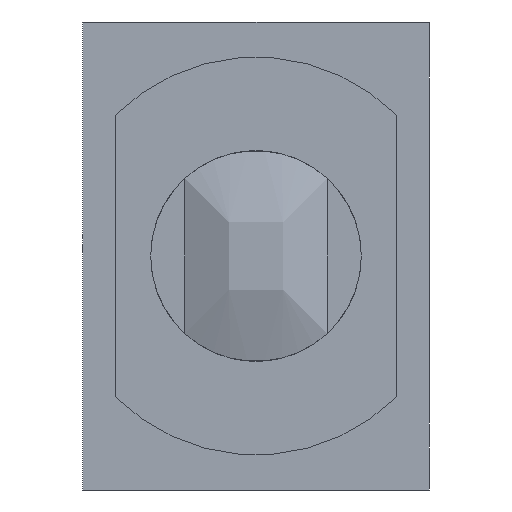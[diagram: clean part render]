
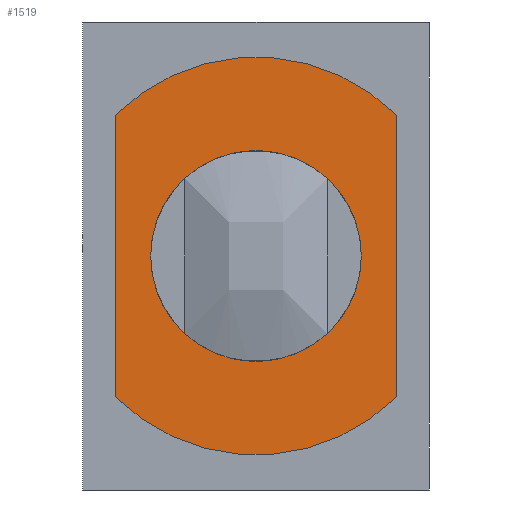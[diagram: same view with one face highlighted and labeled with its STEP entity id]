
A CAD part, left-side view. The second image highlights one B-rep face of the part: STEP entity #1519.
In plain terms, the highlighted planar face has unit normal (-1, 0, 0).
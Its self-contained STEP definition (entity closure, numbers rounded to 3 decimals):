
#47 = CARTESIAN_POINT ( 'NONE',  ( -76.8, -6., 3.979 ) ) ;
#51 = DIRECTION ( 'NONE',  ( 0., -1., 0. ) ) ;
#57 = VERTEX_POINT ( 'NONE', #2398 ) ;
#66 = ORIENTED_EDGE ( 'NONE', *, *, #969, .F. ) ;
#152 = VECTOR ( 'NONE', #1232, 1000. ) ;
#174 = FACE_OUTER_BOUND ( 'NONE', #978, .T. ) ;
#355 = CIRCLE ( 'NONE', #2030, 8.5 ) ;
#433 = VERTEX_POINT ( 'NONE', #1688 ) ;
#442 = CIRCLE ( 'NONE', #2219, 8.5 ) ;
#455 = VECTOR ( 'NONE', #1059, 1000. ) ;
#645 = ORIENTED_EDGE ( 'NONE', *, *, #1973, .T. ) ;
#658 = ORIENTED_EDGE ( 'NONE', *, *, #951, .T. ) ;
#670 = CARTESIAN_POINT ( 'NONE',  ( -76.8, 6., 3.979 ) ) ;
#703 = CARTESIAN_POINT ( 'NONE',  ( -76.8, 0., 10. ) ) ;
#948 = PLANE ( 'NONE',  #1831 ) ;
#951 = EDGE_CURVE ( 'NONE', #433, #57, #442, .T. ) ;
#969 = EDGE_CURVE ( 'NONE', #2058, #57, #2397, .T. ) ;
#978 = EDGE_LOOP ( 'NONE', ( #66, #645, #2021, #658 ) ) ;
#1026 = DIRECTION ( 'NONE',  ( -1., 0., 0. ) ) ;
#1059 = DIRECTION ( 'NONE',  ( 0., 0., -1. ) ) ;
#1232 = DIRECTION ( 'NONE',  ( 0., 0., 1. ) ) ;
#1269 = DIRECTION ( 'NONE',  ( 0., -1., 0. ) ) ;
#1390 = LINE ( 'NONE', #1647, #455 ) ;
#1478 = CARTESIAN_POINT ( 'NONE',  ( -76.8, 0., 10. ) ) ;
#1519 = ADVANCED_FACE ( 'NONE', ( #174 ), #948, .T. ) ;
#1647 = CARTESIAN_POINT ( 'NONE',  ( -76.8, -6., 3.979 ) ) ;
#1688 = CARTESIAN_POINT ( 'NONE',  ( -76.8, -6., 16.021 ) ) ;
#1794 = CARTESIAN_POINT ( 'NONE',  ( -76.8, 0., 10. ) ) ;
#1819 = VERTEX_POINT ( 'NONE', #47 ) ;
#1831 = AXIS2_PLACEMENT_3D ( 'NONE', #1794, #1026, #51 ) ;
#1973 = EDGE_CURVE ( 'NONE', #2058, #1819, #355, .T. ) ;
#2021 = ORIENTED_EDGE ( 'NONE', *, *, #2206, .F. ) ;
#2022 = DIRECTION ( 'NONE',  ( 0., -1., 0. ) ) ;
#2030 = AXIS2_PLACEMENT_3D ( 'NONE', #1478, #2234, #1269 ) ;
#2058 = VERTEX_POINT ( 'NONE', #2286 ) ;
#2206 = EDGE_CURVE ( 'NONE', #433, #1819, #1390, .T. ) ;
#2219 = AXIS2_PLACEMENT_3D ( 'NONE', #703, #2231, #2022 ) ;
#2231 = DIRECTION ( 'NONE',  ( -1., 0., 0. ) ) ;
#2234 = DIRECTION ( 'NONE',  ( -1., 0., 0. ) ) ;
#2286 = CARTESIAN_POINT ( 'NONE',  ( -76.8, 6., 3.979 ) ) ;
#2397 = LINE ( 'NONE', #670, #152 ) ;
#2398 = CARTESIAN_POINT ( 'NONE',  ( -76.8, 6., 16.021 ) ) ;
